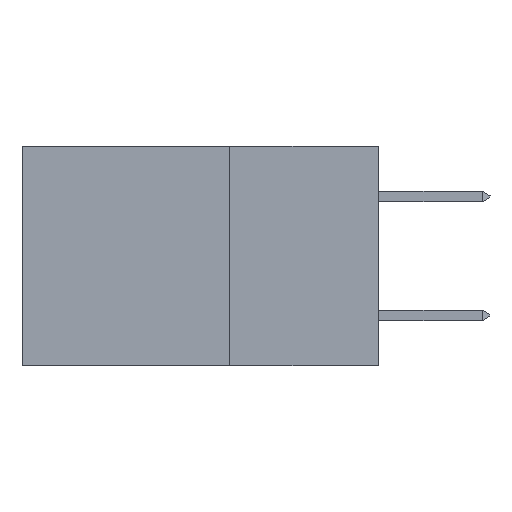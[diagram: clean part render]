
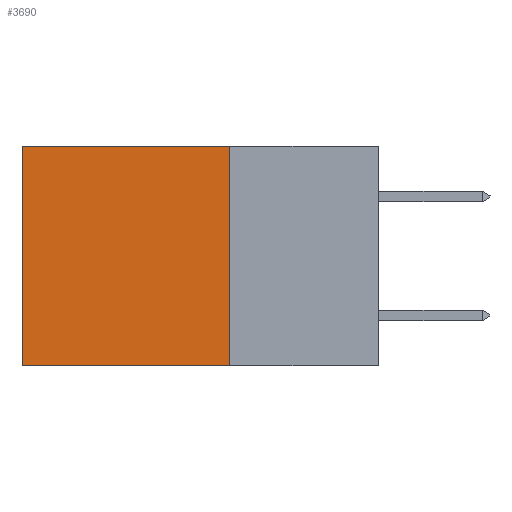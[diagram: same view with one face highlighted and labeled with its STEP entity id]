
A CAD part, left-side view. The second image highlights one B-rep face of the part: STEP entity #3690.
In plain terms, the highlighted planar face has unit normal (-1, 0, 0).
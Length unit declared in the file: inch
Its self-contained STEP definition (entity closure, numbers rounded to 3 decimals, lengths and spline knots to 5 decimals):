
#748 = FACE_OUTER_BOUND ( 'NONE', #1787, .T. ) ;
#760 = ORIENTED_EDGE ( 'NONE', *, *, #2391, .T. ) ;
#1787 = EDGE_LOOP ( 'NONE', ( #3499, #5126, #11126, #760 ) ) ;
#1800 = CARTESIAN_POINT ( 'NONE',  ( 0.2615, 0.6, 0. ) ) ;
#2254 = EDGE_CURVE ( 'NONE', #7565, #6668, #8159, .T. ) ;
#2391 = EDGE_CURVE ( 'NONE', #11186, #3189, #7584, .T. ) ;
#2908 = CARTESIAN_POINT ( 'NONE',  ( 0.2615, 0.6, -0.37 ) ) ;
#3102 = DIRECTION ( 'NONE',  ( 0., 1., 0. ) ) ;
#3189 = VERTEX_POINT ( 'NONE', #1800 ) ;
#3333 = PLANE ( 'NONE',  #7201 ) ;
#3395 = DIRECTION ( 'NONE',  ( 0., 0., -1. ) ) ;
#3499 = ORIENTED_EDGE ( 'NONE', *, *, #9627, .T. ) ;
#3616 = EDGE_CURVE ( 'NONE', #11186, #7565, #4331, .T. ) ;
#3690 = ADVANCED_FACE ( 'NONE', ( #748 ), #3333, .F. ) ;
#4331 = LINE ( 'NONE', #9300, #6478 ) ;
#5126 = ORIENTED_EDGE ( 'NONE', *, *, #2254, .F. ) ;
#5275 = VECTOR ( 'NONE', #3102, 39.37008 ) ;
#5811 = DIRECTION ( 'NONE',  ( 0., 0., -1. ) ) ;
#5894 = LINE ( 'NONE', #6978, #11161 ) ;
#6077 = CARTESIAN_POINT ( 'NONE',  ( 0.2615, 0.25, -0.37 ) ) ;
#6478 = VECTOR ( 'NONE', #5811, 39.37008 ) ;
#6668 = VERTEX_POINT ( 'NONE', #2908 ) ;
#6978 = CARTESIAN_POINT ( 'NONE',  ( 0.2615, 0.6, -0.37 ) ) ;
#7120 = VECTOR ( 'NONE', #11059, 39.37008 ) ;
#7201 = AXIS2_PLACEMENT_3D ( 'NONE', #9415, #11184, #3395 ) ;
#7565 = VERTEX_POINT ( 'NONE', #6077 ) ;
#7584 = LINE ( 'NONE', #7698, #7120 ) ;
#7698 = CARTESIAN_POINT ( 'NONE',  ( 0.2615, 0.25, 0. ) ) ;
#8159 = LINE ( 'NONE', #10953, #5275 ) ;
#9300 = CARTESIAN_POINT ( 'NONE',  ( 0.2615, 0.25, -0.37 ) ) ;
#9415 = CARTESIAN_POINT ( 'NONE',  ( 0.2615, 0.25, -0.37 ) ) ;
#9627 = EDGE_CURVE ( 'NONE', #3189, #6668, #5894, .T. ) ;
#10401 = DIRECTION ( 'NONE',  ( 0., 0., -1. ) ) ;
#10953 = CARTESIAN_POINT ( 'NONE',  ( 0.2615, 0.25, -0.37 ) ) ;
#11059 = DIRECTION ( 'NONE',  ( 0., 1., 0. ) ) ;
#11126 = ORIENTED_EDGE ( 'NONE', *, *, #3616, .F. ) ;
#11131 = CARTESIAN_POINT ( 'NONE',  ( 0.2615, 0.25, 0. ) ) ;
#11161 = VECTOR ( 'NONE', #10401, 39.37008 ) ;
#11184 = DIRECTION ( 'NONE',  ( 1., 0., 0. ) ) ;
#11186 = VERTEX_POINT ( 'NONE', #11131 ) ;
